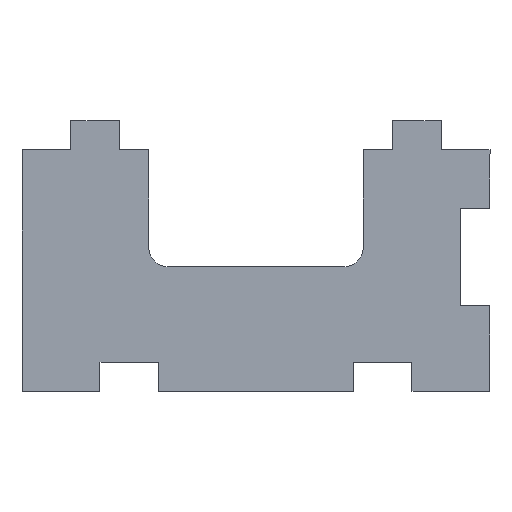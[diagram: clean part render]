
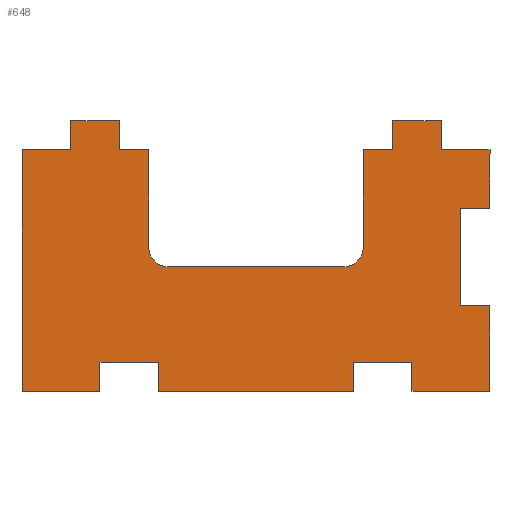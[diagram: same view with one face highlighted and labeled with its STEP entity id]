
A CAD part, left-side view. The second image highlights one B-rep face of the part: STEP entity #648.
In plain terms, the highlighted planar face has unit normal (-1, 0, 0).
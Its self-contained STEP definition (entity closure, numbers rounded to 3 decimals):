
#15=CIRCLE('',#659,2.);
#17=CIRCLE('',#663,2.);
#52=FACE_OUTER_BOUND('',#84,.T.);
#84=EDGE_LOOP('',(#557,#558,#559,#560,#561,#562,#563,#564,#565,#566,#567,
#568,#569,#570,#571,#572,#573,#574,#575,#576,#577,#578,#579,#580,#581,#582,
#583,#584,#585,#586));
#85=LINE('',#851,#171);
#89=LINE('',#859,#175);
#92=LINE('',#865,#178);
#95=LINE('',#871,#181);
#98=LINE('',#877,#184);
#101=LINE('',#883,#187);
#104=LINE('',#889,#190);
#108=LINE('',#901,#194);
#112=LINE('',#913,#198);
#115=LINE('',#919,#201);
#118=LINE('',#925,#204);
#121=LINE('',#931,#207);
#124=LINE('',#937,#210);
#127=LINE('',#943,#213);
#130=LINE('',#949,#216);
#133=LINE('',#955,#219);
#136=LINE('',#961,#222);
#139=LINE('',#967,#225);
#142=LINE('',#973,#228);
#145=LINE('',#979,#231);
#148=LINE('',#985,#234);
#151=LINE('',#991,#237);
#154=LINE('',#997,#240);
#157=LINE('',#1003,#243);
#160=LINE('',#1009,#246);
#163=LINE('',#1015,#249);
#166=LINE('',#1021,#252);
#169=LINE('',#1026,#255);
#171=VECTOR('',#691,6.);
#175=VECTOR('',#697,5.);
#178=VECTOR('',#702,3.);
#181=VECTOR('',#707,5.);
#184=VECTOR('',#712,3.);
#187=VECTOR('',#717,3.);
#190=VECTOR('',#722,10.);
#194=VECTOR('',#734,18.);
#198=VECTOR('',#746,10.);
#201=VECTOR('',#751,3.);
#204=VECTOR('',#756,3.);
#207=VECTOR('',#761,5.);
#210=VECTOR('',#766,3.);
#213=VECTOR('',#771,5.);
#216=VECTOR('',#776,24.795);
#219=VECTOR('',#781,8.);
#222=VECTOR('',#786,3.);
#225=VECTOR('',#791,6.);
#228=VECTOR('',#796,3.);
#231=VECTOR('',#801,20.);
#234=VECTOR('',#806,3.);
#237=VECTOR('',#811,6.);
#240=VECTOR('',#816,3.);
#243=VECTOR('',#821,8.);
#246=VECTOR('',#826,8.795);
#249=VECTOR('',#831,3.);
#252=VECTOR('',#836,10.);
#255=VECTOR('',#841,3.);
#257=VERTEX_POINT('',#849);
#258=VERTEX_POINT('',#850);
#261=VERTEX_POINT('',#858);
#263=VERTEX_POINT('',#864);
#265=VERTEX_POINT('',#870);
#267=VERTEX_POINT('',#876);
#269=VERTEX_POINT('',#882);
#271=VERTEX_POINT('',#888);
#273=VERTEX_POINT('',#894);
#275=VERTEX_POINT('',#900);
#277=VERTEX_POINT('',#906);
#279=VERTEX_POINT('',#912);
#281=VERTEX_POINT('',#918);
#283=VERTEX_POINT('',#924);
#285=VERTEX_POINT('',#930);
#287=VERTEX_POINT('',#936);
#289=VERTEX_POINT('',#942);
#291=VERTEX_POINT('',#948);
#293=VERTEX_POINT('',#954);
#295=VERTEX_POINT('',#960);
#297=VERTEX_POINT('',#966);
#299=VERTEX_POINT('',#972);
#301=VERTEX_POINT('',#978);
#303=VERTEX_POINT('',#984);
#305=VERTEX_POINT('',#990);
#307=VERTEX_POINT('',#996);
#309=VERTEX_POINT('',#1002);
#311=VERTEX_POINT('',#1008);
#313=VERTEX_POINT('',#1014);
#315=VERTEX_POINT('',#1020);
#317=EDGE_CURVE('',#257,#258,#85,.T.);
#321=EDGE_CURVE('',#258,#261,#89,.T.);
#324=EDGE_CURVE('',#261,#263,#92,.T.);
#327=EDGE_CURVE('',#263,#265,#95,.T.);
#330=EDGE_CURVE('',#265,#267,#98,.T.);
#333=EDGE_CURVE('',#267,#269,#101,.T.);
#336=EDGE_CURVE('',#269,#271,#104,.T.);
#339=EDGE_CURVE('',#271,#273,#15,.T.);
#342=EDGE_CURVE('',#273,#275,#108,.T.);
#345=EDGE_CURVE('',#275,#277,#17,.T.);
#348=EDGE_CURVE('',#277,#279,#112,.T.);
#351=EDGE_CURVE('',#279,#281,#115,.T.);
#354=EDGE_CURVE('',#281,#283,#118,.T.);
#357=EDGE_CURVE('',#283,#285,#121,.T.);
#360=EDGE_CURVE('',#285,#287,#124,.T.);
#363=EDGE_CURVE('',#287,#289,#127,.T.);
#366=EDGE_CURVE('',#289,#291,#130,.T.);
#369=EDGE_CURVE('',#291,#293,#133,.T.);
#372=EDGE_CURVE('',#293,#295,#136,.T.);
#375=EDGE_CURVE('',#295,#297,#139,.T.);
#378=EDGE_CURVE('',#297,#299,#142,.T.);
#381=EDGE_CURVE('',#299,#301,#145,.T.);
#384=EDGE_CURVE('',#301,#303,#148,.T.);
#387=EDGE_CURVE('',#303,#305,#151,.T.);
#390=EDGE_CURVE('',#305,#307,#154,.T.);
#393=EDGE_CURVE('',#307,#309,#157,.T.);
#396=EDGE_CURVE('',#309,#311,#160,.T.);
#399=EDGE_CURVE('',#311,#313,#163,.T.);
#402=EDGE_CURVE('',#313,#315,#166,.T.);
#405=EDGE_CURVE('',#315,#257,#169,.T.);
#557=ORIENTED_EDGE('',*,*,#405,.T.);
#558=ORIENTED_EDGE('',*,*,#317,.T.);
#559=ORIENTED_EDGE('',*,*,#321,.T.);
#560=ORIENTED_EDGE('',*,*,#324,.T.);
#561=ORIENTED_EDGE('',*,*,#327,.T.);
#562=ORIENTED_EDGE('',*,*,#330,.T.);
#563=ORIENTED_EDGE('',*,*,#333,.T.);
#564=ORIENTED_EDGE('',*,*,#336,.T.);
#565=ORIENTED_EDGE('',*,*,#339,.T.);
#566=ORIENTED_EDGE('',*,*,#342,.T.);
#567=ORIENTED_EDGE('',*,*,#345,.T.);
#568=ORIENTED_EDGE('',*,*,#348,.T.);
#569=ORIENTED_EDGE('',*,*,#351,.T.);
#570=ORIENTED_EDGE('',*,*,#354,.T.);
#571=ORIENTED_EDGE('',*,*,#357,.T.);
#572=ORIENTED_EDGE('',*,*,#360,.T.);
#573=ORIENTED_EDGE('',*,*,#363,.T.);
#574=ORIENTED_EDGE('',*,*,#366,.T.);
#575=ORIENTED_EDGE('',*,*,#369,.T.);
#576=ORIENTED_EDGE('',*,*,#372,.T.);
#577=ORIENTED_EDGE('',*,*,#375,.T.);
#578=ORIENTED_EDGE('',*,*,#378,.T.);
#579=ORIENTED_EDGE('',*,*,#381,.T.);
#580=ORIENTED_EDGE('',*,*,#384,.T.);
#581=ORIENTED_EDGE('',*,*,#387,.T.);
#582=ORIENTED_EDGE('',*,*,#390,.T.);
#583=ORIENTED_EDGE('',*,*,#393,.T.);
#584=ORIENTED_EDGE('',*,*,#396,.T.);
#585=ORIENTED_EDGE('',*,*,#399,.T.);
#586=ORIENTED_EDGE('',*,*,#402,.T.);
#616=PLANE('',#686);
#648=ADVANCED_FACE('',(#52),#616,.F.);
#659=AXIS2_PLACEMENT_3D('',#895,#727,#728);
#663=AXIS2_PLACEMENT_3D('',#907,#739,#740);
#686=AXIS2_PLACEMENT_3D('',#1029,#845,#846);
#691=DIRECTION('',(0.,0.,1.));
#697=DIRECTION('',(0.,1.,0.));
#702=DIRECTION('',(0.,0.,1.));
#707=DIRECTION('',(0.,1.,0.));
#712=DIRECTION('',(0.,0.,-1.));
#717=DIRECTION('',(0.,1.,0.));
#722=DIRECTION('',(0.,0.,-1.));
#727=DIRECTION('center_axis',(1.,0.,0.));
#728=DIRECTION('ref_axis',(0.,-1.,0.));
#734=DIRECTION('',(0.,1.,0.));
#739=DIRECTION('center_axis',(1.,0.,0.));
#740=DIRECTION('ref_axis',(0.,0.,-1.));
#746=DIRECTION('',(0.,0.,1.));
#751=DIRECTION('',(0.,1.,0.));
#756=DIRECTION('',(0.,0.,1.));
#761=DIRECTION('',(0.,1.,0.));
#766=DIRECTION('',(0.,0.,-1.));
#771=DIRECTION('',(0.,1.,0.));
#776=DIRECTION('',(0.,0.,-1.));
#781=DIRECTION('',(0.,-1.,0.));
#786=DIRECTION('',(0.,0.,1.));
#791=DIRECTION('',(0.,-1.,0.));
#796=DIRECTION('',(0.,0.,-1.));
#801=DIRECTION('',(0.,-1.,0.));
#806=DIRECTION('',(0.,0.,1.));
#811=DIRECTION('',(0.,-1.,0.));
#816=DIRECTION('',(0.,0.,-1.));
#821=DIRECTION('',(0.,-1.,0.));
#826=DIRECTION('',(0.,0.,1.));
#831=DIRECTION('',(0.,1.,0.));
#836=DIRECTION('',(0.,0.,1.));
#841=DIRECTION('',(0.,-1.,0.));
#845=DIRECTION('center_axis',(1.,0.,0.));
#846=DIRECTION('ref_axis',(0.,0.,-1.));
#849=CARTESIAN_POINT('',(0.,-3.,15.795));
#850=CARTESIAN_POINT('',(0.,-3.,21.795));
#851=CARTESIAN_POINT('',(0.,-3.,15.795));
#858=CARTESIAN_POINT('',(0.,2.,21.795));
#859=CARTESIAN_POINT('',(0.,-3.,21.795));
#864=CARTESIAN_POINT('',(0.,2.,24.795));
#865=CARTESIAN_POINT('',(0.,2.,21.795));
#870=CARTESIAN_POINT('',(0.,7.,24.795));
#871=CARTESIAN_POINT('',(0.,2.,24.795));
#876=CARTESIAN_POINT('',(0.,7.,21.795));
#877=CARTESIAN_POINT('',(0.,7.,24.795));
#882=CARTESIAN_POINT('',(0.,10.,21.795));
#883=CARTESIAN_POINT('',(0.,7.,21.795));
#888=CARTESIAN_POINT('',(0.,10.,11.795));
#889=CARTESIAN_POINT('',(0.,10.,21.795));
#894=CARTESIAN_POINT('',(0.,12.,9.795));
#895=CARTESIAN_POINT('Origin',(0.,12.,11.795));
#900=CARTESIAN_POINT('',(0.,30.,9.795));
#901=CARTESIAN_POINT('',(0.,12.,9.795));
#906=CARTESIAN_POINT('',(0.,32.,11.795));
#907=CARTESIAN_POINT('Origin',(0.,30.,11.795));
#912=CARTESIAN_POINT('',(0.,32.,21.795));
#913=CARTESIAN_POINT('',(0.,32.,11.795));
#918=CARTESIAN_POINT('',(0.,35.,21.795));
#919=CARTESIAN_POINT('',(0.,32.,21.795));
#924=CARTESIAN_POINT('',(0.,35.,24.795));
#925=CARTESIAN_POINT('',(0.,35.,21.795));
#930=CARTESIAN_POINT('',(0.,40.,24.795));
#931=CARTESIAN_POINT('',(0.,35.,24.795));
#936=CARTESIAN_POINT('',(0.,40.,21.795));
#937=CARTESIAN_POINT('',(0.,40.,24.795));
#942=CARTESIAN_POINT('',(0.,45.,21.795));
#943=CARTESIAN_POINT('',(0.,40.,21.795));
#948=CARTESIAN_POINT('',(0.,45.,-3.));
#949=CARTESIAN_POINT('',(0.,45.,21.795));
#954=CARTESIAN_POINT('',(0.,37.,-3.));
#955=CARTESIAN_POINT('',(0.,45.,-3.));
#960=CARTESIAN_POINT('',(0.,37.,0.));
#961=CARTESIAN_POINT('',(0.,37.,-3.));
#966=CARTESIAN_POINT('',(0.,31.,0.));
#967=CARTESIAN_POINT('',(0.,37.,0.));
#972=CARTESIAN_POINT('',(0.,31.,-3.));
#973=CARTESIAN_POINT('',(0.,31.,0.));
#978=CARTESIAN_POINT('',(0.,11.,-3.));
#979=CARTESIAN_POINT('',(0.,31.,-3.));
#984=CARTESIAN_POINT('',(0.,11.,0.));
#985=CARTESIAN_POINT('',(0.,11.,-3.));
#990=CARTESIAN_POINT('',(0.,5.,0.));
#991=CARTESIAN_POINT('',(0.,11.,0.));
#996=CARTESIAN_POINT('',(0.,5.,-3.));
#997=CARTESIAN_POINT('',(0.,5.,0.));
#1002=CARTESIAN_POINT('',(0.,-3.,-3.));
#1003=CARTESIAN_POINT('',(0.,5.,-3.));
#1008=CARTESIAN_POINT('',(0.,-3.,5.795));
#1009=CARTESIAN_POINT('',(0.,-3.,-3.));
#1014=CARTESIAN_POINT('',(0.,0.,5.795));
#1015=CARTESIAN_POINT('',(0.,-3.,5.795));
#1020=CARTESIAN_POINT('',(0.,0.,15.795));
#1021=CARTESIAN_POINT('',(0.,0.,5.795));
#1026=CARTESIAN_POINT('',(0.,0.,15.795));
#1029=CARTESIAN_POINT('Origin',(0.,20.465,9.387));
